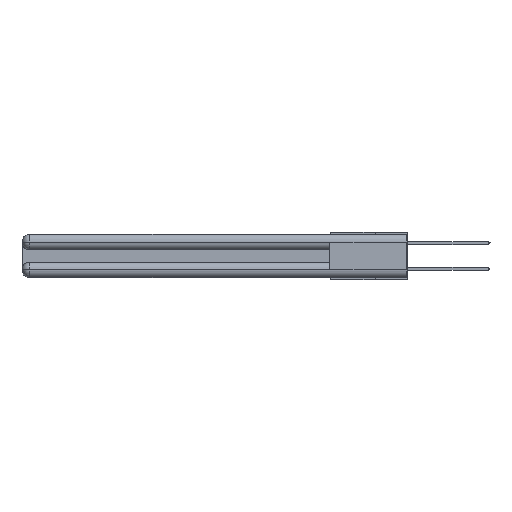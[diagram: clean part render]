
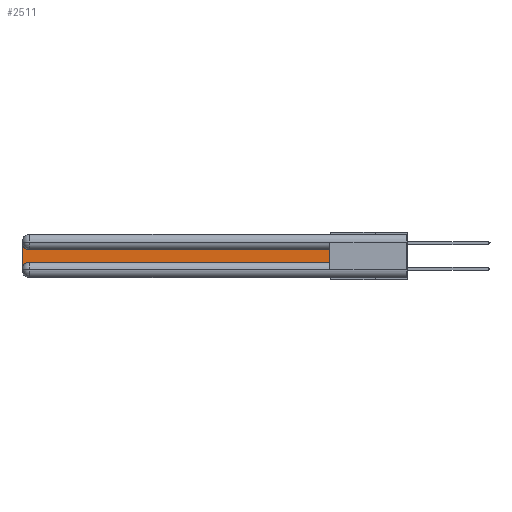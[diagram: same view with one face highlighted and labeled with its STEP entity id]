
A CAD part, left-side view. The second image highlights one B-rep face of the part: STEP entity #2511.
In plain terms, the highlighted planar face has unit normal (-1, 0, 0).
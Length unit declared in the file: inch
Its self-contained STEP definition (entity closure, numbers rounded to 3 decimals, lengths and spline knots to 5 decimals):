
#380 = VERTEX_POINT ( 'NONE', #19126 ) ;
#2044 = FACE_OUTER_BOUND ( 'NONE', #27504, .T. ) ;
#2511 = ADVANCED_FACE ( 'NONE', ( #2044 ), #12465, .F. ) ;
#2754 = VECTOR ( 'NONE', #25857, 39.37008 ) ;
#2761 = DIRECTION ( 'NONE',  ( 1., 0., 0. ) ) ;
#3638 = DIRECTION ( 'NONE',  ( 1., 0., 0. ) ) ;
#4276 = LINE ( 'NONE', #23761, #6474 ) ;
#5176 = DIRECTION ( 'NONE',  ( 1., 0., 0. ) ) ;
#5473 = ORIENTED_EDGE ( 'NONE', *, *, #25495, .T. ) ;
#6013 = VECTOR ( 'NONE', #27951, 39.37008 ) ;
#6431 = ORIENTED_EDGE ( 'NONE', *, *, #8575, .T. ) ;
#6474 = VECTOR ( 'NONE', #13857, 39.37008 ) ;
#7500 = CARTESIAN_POINT ( 'NONE',  ( 0.075, 2.94, -0.2775 ) ) ;
#7631 = AXIS2_PLACEMENT_3D ( 'NONE', #19371, #5176, #29135 ) ;
#7843 = VECTOR ( 'NONE', #21847, 39.37008 ) ;
#8575 = EDGE_CURVE ( 'NONE', #29141, #19142, #30201, .T. ) ;
#8930 = VERTEX_POINT ( 'NONE', #22909 ) ;
#9155 = CARTESIAN_POINT ( 'NONE',  ( 0.075, 0.6, -0.2175 ) ) ;
#10092 = DIRECTION ( 'NONE',  ( 0., 0., -1. ) ) ;
#11966 = CARTESIAN_POINT ( 'NONE',  ( 0.075, 0.6, -0.1225 ) ) ;
#12277 = LINE ( 'NONE', #9155, #6013 ) ;
#12465 = PLANE ( 'NONE',  #7631 ) ;
#13413 = VERTEX_POINT ( 'NONE', #11966 ) ;
#13857 = DIRECTION ( 'NONE',  ( 0., 1., 0. ) ) ;
#15591 = DIRECTION ( 'NONE',  ( 0., 0., -1. ) ) ;
#16099 = VERTEX_POINT ( 'NONE', #27762 ) ;
#18560 = CARTESIAN_POINT ( 'NONE',  ( 0.075, 3., -0.2175 ) ) ;
#19126 = CARTESIAN_POINT ( 'NONE',  ( 0.075, 0.6, -0.2175 ) ) ;
#19142 = VERTEX_POINT ( 'NONE', #23133 ) ;
#19371 = CARTESIAN_POINT ( 'NONE',  ( 0.075, 3., -0.1225 ) ) ;
#19571 = CARTESIAN_POINT ( 'NONE',  ( 0.075, 0.6, -0.2175 ) ) ;
#20114 = CARTESIAN_POINT ( 'NONE',  ( 0.075, 2.94, -0.0625 ) ) ;
#20788 = CARTESIAN_POINT ( 'NONE',  ( 0.075, 3., -0.0625 ) ) ;
#20973 = AXIS2_PLACEMENT_3D ( 'NONE', #7500, #2761, #10092 ) ;
#21847 = DIRECTION ( 'NONE',  ( 0., 0., 1. ) ) ;
#22769 = EDGE_CURVE ( 'NONE', #16099, #29141, #30701, .T. ) ;
#22818 = ORIENTED_EDGE ( 'NONE', *, *, #27836, .T. ) ;
#22909 = CARTESIAN_POINT ( 'NONE',  ( 0.075, 2.94, -0.2175 ) ) ;
#23004 = ORIENTED_EDGE ( 'NONE', *, *, #29784, .T. ) ;
#23133 = CARTESIAN_POINT ( 'NONE',  ( 0.075, 3., -0.2775 ) ) ;
#23761 = CARTESIAN_POINT ( 'NONE',  ( 0.075, 0.6, -0.1225 ) ) ;
#24714 = AXIS2_PLACEMENT_3D ( 'NONE', #20114, #3638, #15591 ) ;
#25495 = EDGE_CURVE ( 'NONE', #380, #13413, #28669, .T. ) ;
#25707 = EDGE_CURVE ( 'NONE', #8930, #380, #12277, .T. ) ;
#25857 = DIRECTION ( 'NONE',  ( 0., 0., -1. ) ) ;
#27374 = CIRCLE ( 'NONE', #20973, 0.06 ) ;
#27504 = EDGE_LOOP ( 'NONE', ( #23004, #28683, #6431, #22818, #29386, #5473 ) ) ;
#27762 = CARTESIAN_POINT ( 'NONE',  ( 0.075, 2.94, -0.1225 ) ) ;
#27836 = EDGE_CURVE ( 'NONE', #19142, #8930, #27374, .T. ) ;
#27951 = DIRECTION ( 'NONE',  ( 0., -1., 0. ) ) ;
#28669 = LINE ( 'NONE', #19571, #7843 ) ;
#28683 = ORIENTED_EDGE ( 'NONE', *, *, #22769, .T. ) ;
#29135 = DIRECTION ( 'NONE',  ( 0., 0., -1. ) ) ;
#29141 = VERTEX_POINT ( 'NONE', #20788 ) ;
#29386 = ORIENTED_EDGE ( 'NONE', *, *, #25707, .T. ) ;
#29784 = EDGE_CURVE ( 'NONE', #13413, #16099, #4276, .T. ) ;
#30201 = LINE ( 'NONE', #18560, #2754 ) ;
#30701 = CIRCLE ( 'NONE', #24714, 0.06 ) ;
